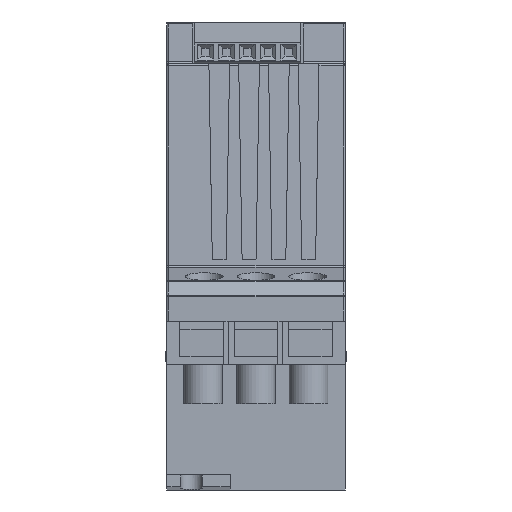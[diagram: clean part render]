
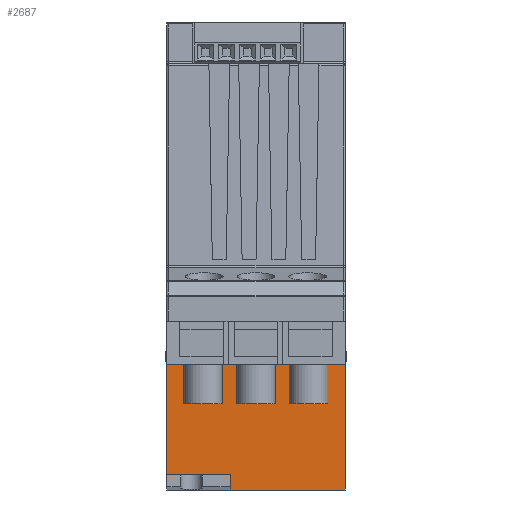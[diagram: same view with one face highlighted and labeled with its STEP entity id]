
A CAD part, front view. The second image highlights one B-rep face of the part: STEP entity #2687.
In plain terms, the highlighted planar face has unit normal (0, -1, 0).
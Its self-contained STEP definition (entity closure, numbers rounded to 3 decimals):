
#299 = CARTESIAN_POINT ( 'NONE',  ( -6.475, -60., -114. ) ) ;
#440 = CARTESIAN_POINT ( 'NONE',  ( -35.25, -60., -86.168 ) ) ;
#719 = LINE ( 'NONE', #9609, #21176 ) ;
#740 = VECTOR ( 'NONE', #16814, 1000. ) ;
#806 = ORIENTED_EDGE ( 'NONE', *, *, #21766, .F. ) ;
#893 = CARTESIAN_POINT ( 'NONE',  ( 4.827, -60., -96.068 ) ) ;
#1132 = CARTESIAN_POINT ( 'NONE',  ( 22.475, -60., -86.168 ) ) ;
#1205 = VECTOR ( 'NONE', #25309, 1000. ) ;
#1303 = VERTEX_POINT ( 'NONE', #4638 ) ;
#1354 = CARTESIAN_POINT ( 'NONE',  ( -8.423, -60., -96.068 ) ) ;
#1624 = VERTEX_POINT ( 'NONE', #16406 ) ;
#1736 = CARTESIAN_POINT ( 'NONE',  ( 18.077, -60., -96.068 ) ) ;
#2145 = VECTOR ( 'NONE', #15396, 1000. ) ;
#2244 = LINE ( 'NONE', #6606, #7031 ) ;
#2380 = EDGE_CURVE ( 'NONE', #9905, #14070, #14948, .T. ) ;
#2412 = CARTESIAN_POINT ( 'NONE',  ( -8.423, -60., -86.168 ) ) ;
#2687 = ADVANCED_FACE ( 'NONE', ( #3066 ), #20997, .F. ) ;
#2693 = EDGE_CURVE ( 'NONE', #11693, #14070, #11862, .T. ) ;
#2715 = ORIENTED_EDGE ( 'NONE', *, *, #3716, .F. ) ;
#2724 = ORIENTED_EDGE ( 'NONE', *, *, #8359, .T. ) ;
#2798 = CARTESIAN_POINT ( 'NONE',  ( 4.827, -60., -86.168 ) ) ;
#2954 = CARTESIAN_POINT ( 'NONE',  ( -18.193, -60., -96.068 ) ) ;
#3066 = FACE_OUTER_BOUND ( 'NONE', #22347, .T. ) ;
#3567 = VECTOR ( 'NONE', #9775, 1000. ) ;
#3716 = EDGE_CURVE ( 'NONE', #12088, #1303, #12808, .T. ) ;
#3848 = DIRECTION ( 'NONE',  ( 0., 0., -1. ) ) ;
#4056 = LINE ( 'NONE', #22448, #9412 ) ;
#4171 = VECTOR ( 'NONE', #22258, 1000. ) ;
#4202 = LINE ( 'NONE', #893, #14797 ) ;
#4397 = CARTESIAN_POINT ( 'NONE',  ( -6.475, -60., -117.8 ) ) ;
#4492 = ORIENTED_EDGE ( 'NONE', *, *, #22168, .T. ) ;
#4564 = VERTEX_POINT ( 'NONE', #2412 ) ;
#4638 = CARTESIAN_POINT ( 'NONE',  ( 8.307, -60., -86.168 ) ) ;
#4643 = VERTEX_POINT ( 'NONE', #1354 ) ;
#4887 = CARTESIAN_POINT ( 'NONE',  ( -35.25, -60., -96.068 ) ) ;
#5132 = EDGE_CURVE ( 'NONE', #6176, #10773, #16601, .T. ) ;
#5675 = EDGE_CURVE ( 'NONE', #9377, #7881, #24520, .T. ) ;
#5759 = CARTESIAN_POINT ( 'NONE',  ( -35.25, -60., -96.068 ) ) ;
#5969 = CARTESIAN_POINT ( 'NONE',  ( -35.25, -60., -96.068 ) ) ;
#6051 = ORIENTED_EDGE ( 'NONE', *, *, #5132, .T. ) ;
#6143 = ORIENTED_EDGE ( 'NONE', *, *, #11175, .T. ) ;
#6176 = VERTEX_POINT ( 'NONE', #22412 ) ;
#6184 = VECTOR ( 'NONE', #14977, 1000. ) ;
#6192 = VECTOR ( 'NONE', #17749, 1000. ) ;
#6453 = DIRECTION ( 'NONE',  ( 0., 0., 1. ) ) ;
#6504 = CARTESIAN_POINT ( 'NONE',  ( -18.193, -60., -96.068 ) ) ;
#6606 = CARTESIAN_POINT ( 'NONE',  ( -35.25, -60., -86.168 ) ) ;
#6869 = CARTESIAN_POINT ( 'NONE',  ( 18.077, -60., -86.168 ) ) ;
#7031 = VECTOR ( 'NONE', #22271, 1000. ) ;
#7042 = CARTESIAN_POINT ( 'NONE',  ( 22.5, -60., -117.8 ) ) ;
#7339 = LINE ( 'NONE', #4887, #17776 ) ;
#7415 = VERTEX_POINT ( 'NONE', #25392 ) ;
#7856 = VERTEX_POINT ( 'NONE', #17152 ) ;
#7881 = VERTEX_POINT ( 'NONE', #19214 ) ;
#8039 = CARTESIAN_POINT ( 'NONE',  ( -6.475, -60., -114. ) ) ;
#8043 = DIRECTION ( 'NONE',  ( 1., 0., 0. ) ) ;
#8208 = ORIENTED_EDGE ( 'NONE', *, *, #10193, .T. ) ;
#8280 = CARTESIAN_POINT ( 'NONE',  ( 4.827, -60., -96.068 ) ) ;
#8359 = EDGE_CURVE ( 'NONE', #4564, #4643, #14964, .T. ) ;
#8591 = VERTEX_POINT ( 'NONE', #14426 ) ;
#8695 = ORIENTED_EDGE ( 'NONE', *, *, #2693, .T. ) ;
#8860 = ORIENTED_EDGE ( 'NONE', *, *, #2380, .F. ) ;
#8919 = LINE ( 'NONE', #5759, #3567 ) ;
#9121 = DIRECTION ( 'NONE',  ( 0., 0., 1. ) ) ;
#9377 = VERTEX_POINT ( 'NONE', #2954 ) ;
#9412 = VECTOR ( 'NONE', #22355, 1000. ) ;
#9609 = CARTESIAN_POINT ( 'NONE',  ( 8.307, -60., -96.068 ) ) ;
#9775 = DIRECTION ( 'NONE',  ( -1., 0., 0. ) ) ;
#9905 = VERTEX_POINT ( 'NONE', #6869 ) ;
#10193 = EDGE_CURVE ( 'NONE', #4643, #9377, #23089, .T. ) ;
#10584 = EDGE_CURVE ( 'NONE', #1624, #1303, #719, .T. ) ;
#10604 = ORIENTED_EDGE ( 'NONE', *, *, #12513, .F. ) ;
#10634 = EDGE_CURVE ( 'NONE', #18373, #1624, #8919, .T. ) ;
#10705 = VERTEX_POINT ( 'NONE', #8280 ) ;
#10773 = VERTEX_POINT ( 'NONE', #4397 ) ;
#11175 = EDGE_CURVE ( 'NONE', #9905, #18373, #22052, .T. ) ;
#11231 = VECTOR ( 'NONE', #19657, 1000. ) ;
#11452 = EDGE_CURVE ( 'NONE', #4564, #15373, #2244, .T. ) ;
#11472 = LINE ( 'NONE', #7042, #6184 ) ;
#11579 = EDGE_CURVE ( 'NONE', #10705, #7856, #7339, .T. ) ;
#11693 = VERTEX_POINT ( 'NONE', #21241 ) ;
#11702 = VECTOR ( 'NONE', #3848, 1000. ) ;
#11862 = LINE ( 'NONE', #12767, #11231 ) ;
#12088 = VERTEX_POINT ( 'NONE', #2798 ) ;
#12511 = EDGE_CURVE ( 'NONE', #7856, #15373, #22291, .T. ) ;
#12513 = EDGE_CURVE ( 'NONE', #6176, #7415, #22921, .T. ) ;
#12522 = AXIS2_PLACEMENT_3D ( 'NONE', #24823, #19776, #9121 ) ;
#12562 = VECTOR ( 'NONE', #22129, 1000. ) ;
#12710 = ORIENTED_EDGE ( 'NONE', *, *, #11452, .F. ) ;
#12767 = CARTESIAN_POINT ( 'NONE',  ( 22.475, -60., -87.38 ) ) ;
#12808 = LINE ( 'NONE', #15473, #2145 ) ;
#13686 = CARTESIAN_POINT ( 'NONE',  ( -8.423, -60., -96.068 ) ) ;
#14070 = VERTEX_POINT ( 'NONE', #1132 ) ;
#14314 = CARTESIAN_POINT ( 'NONE',  ( -4.943, -60., -96.068 ) ) ;
#14329 = VECTOR ( 'NONE', #8043, 1000. ) ;
#14426 = CARTESIAN_POINT ( 'NONE',  ( -22.475, -60., -86.168 ) ) ;
#14797 = VECTOR ( 'NONE', #14956, 1000. ) ;
#14948 = LINE ( 'NONE', #440, #14329 ) ;
#14956 = DIRECTION ( 'NONE',  ( 0., 0., -1. ) ) ;
#14964 = LINE ( 'NONE', #13686, #24733 ) ;
#14977 = DIRECTION ( 'NONE',  ( -1., 0., 0. ) ) ;
#15373 = VERTEX_POINT ( 'NONE', #21402 ) ;
#15396 = DIRECTION ( 'NONE',  ( 1., 0., 0. ) ) ;
#15461 = CARTESIAN_POINT ( 'NONE',  ( 18.077, -60., -96.068 ) ) ;
#15473 = CARTESIAN_POINT ( 'NONE',  ( -35.25, -60., -86.168 ) ) ;
#15478 = ORIENTED_EDGE ( 'NONE', *, *, #12511, .T. ) ;
#16406 = CARTESIAN_POINT ( 'NONE',  ( 8.307, -60., -96.068 ) ) ;
#16493 = EDGE_CURVE ( 'NONE', #8591, #7415, #4056, .T. ) ;
#16601 = LINE ( 'NONE', #8039, #740 ) ;
#16814 = DIRECTION ( 'NONE',  ( 0., 0., -1. ) ) ;
#17125 = VECTOR ( 'NONE', #6453, 1000. ) ;
#17152 = CARTESIAN_POINT ( 'NONE',  ( -4.943, -60., -96.068 ) ) ;
#17749 = DIRECTION ( 'NONE',  ( -1., 0., 0. ) ) ;
#17776 = VECTOR ( 'NONE', #20672, 1000. ) ;
#18373 = VERTEX_POINT ( 'NONE', #15461 ) ;
#18773 = ORIENTED_EDGE ( 'NONE', *, *, #16493, .T. ) ;
#19214 = CARTESIAN_POINT ( 'NONE',  ( -18.193, -60., -86.168 ) ) ;
#19397 = CARTESIAN_POINT ( 'NONE',  ( -35.25, -60., -86.168 ) ) ;
#19657 = DIRECTION ( 'NONE',  ( 0., 0., 1. ) ) ;
#19776 = DIRECTION ( 'NONE',  ( 0., 1., 0. ) ) ;
#19872 = ORIENTED_EDGE ( 'NONE', *, *, #20028, .F. ) ;
#20028 = EDGE_CURVE ( 'NONE', #11693, #10773, #11472, .T. ) ;
#20221 = ORIENTED_EDGE ( 'NONE', *, *, #10634, .T. ) ;
#20672 = DIRECTION ( 'NONE',  ( -1., 0., 0. ) ) ;
#20997 = PLANE ( 'NONE',  #12522 ) ;
#21176 = VECTOR ( 'NONE', #21220, 1000. ) ;
#21220 = DIRECTION ( 'NONE',  ( 0., 0., 1. ) ) ;
#21241 = CARTESIAN_POINT ( 'NONE',  ( 22.475, -60., -117.8 ) ) ;
#21402 = CARTESIAN_POINT ( 'NONE',  ( -4.943, -60., -86.168 ) ) ;
#21766 = EDGE_CURVE ( 'NONE', #8591, #7881, #22243, .T. ) ;
#21896 = ORIENTED_EDGE ( 'NONE', *, *, #10584, .T. ) ;
#22052 = LINE ( 'NONE', #1736, #11702 ) ;
#22129 = DIRECTION ( 'NONE',  ( -1., 0., 0. ) ) ;
#22168 = EDGE_CURVE ( 'NONE', #12088, #10705, #4202, .T. ) ;
#22243 = LINE ( 'NONE', #19397, #1205 ) ;
#22258 = DIRECTION ( 'NONE',  ( 0., 0., 1. ) ) ;
#22271 = DIRECTION ( 'NONE',  ( 1., 0., 0. ) ) ;
#22291 = LINE ( 'NONE', #14314, #17125 ) ;
#22347 = EDGE_LOOP ( 'NONE', ( #18773, #10604, #6051, #19872, #8695, #8860, #6143, #20221, #21896, #2715, #4492, #23372, #15478, #12710, #2724, #8208, #24161, #806 ) ) ;
#22355 = DIRECTION ( 'NONE',  ( 0., 0., -1. ) ) ;
#22412 = CARTESIAN_POINT ( 'NONE',  ( -6.475, -60., -114. ) ) ;
#22448 = CARTESIAN_POINT ( 'NONE',  ( -22.475, -60., -87.38 ) ) ;
#22921 = LINE ( 'NONE', #299, #12562 ) ;
#23089 = LINE ( 'NONE', #5969, #6192 ) ;
#23320 = DIRECTION ( 'NONE',  ( 0., 0., -1. ) ) ;
#23372 = ORIENTED_EDGE ( 'NONE', *, *, #11579, .T. ) ;
#24161 = ORIENTED_EDGE ( 'NONE', *, *, #5675, .T. ) ;
#24520 = LINE ( 'NONE', #6504, #4171 ) ;
#24733 = VECTOR ( 'NONE', #23320, 1000. ) ;
#24823 = CARTESIAN_POINT ( 'NONE',  ( -35.25, -60., -86.168 ) ) ;
#25309 = DIRECTION ( 'NONE',  ( 1., 0., 0. ) ) ;
#25392 = CARTESIAN_POINT ( 'NONE',  ( -22.475, -60., -114. ) ) ;
